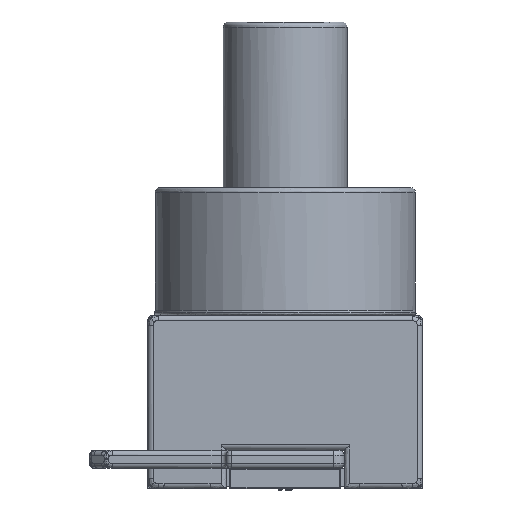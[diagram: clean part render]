
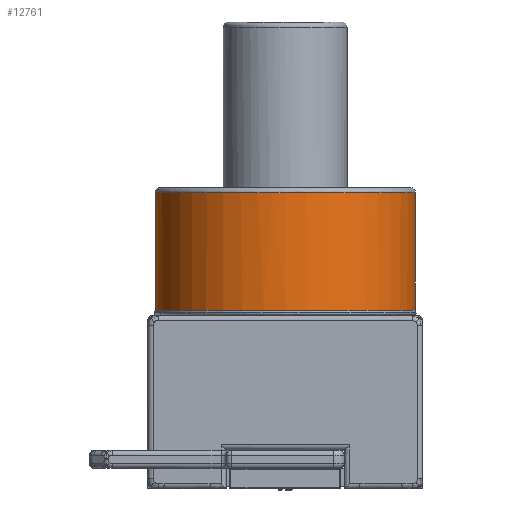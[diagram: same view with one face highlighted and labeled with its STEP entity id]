
A CAD part, left-side view. The second image highlights one B-rep face of the part: STEP entity #12761.
In plain terms, the highlighted free-form (B-spline) face has degree [2, 1] with [9, 2] control points.
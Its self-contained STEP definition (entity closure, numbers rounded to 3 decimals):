
#12708 = VERTEX_POINT('',#12709);
#12709 = CARTESIAN_POINT('',(5.248,6.615,
    14.277));
#12715 = EDGE_CURVE('',#12708,#12716,#12718,.T.);
#12716 = VERTEX_POINT('',#12717);
#12717 = CARTESIAN_POINT('',(17.807,6.615,
    14.277));
#12718 = ( BOUNDED_CURVE() B_SPLINE_CURVE(2,(#12719,#12720,#12721,#12722
,#12723),.UNSPECIFIED.,.F.,.F.) B_SPLINE_CURVE_WITH_KNOTS((3,2,3),(0.,
1.571,3.142),.PIECEWISE_BEZIER_KNOTS.) CURVE() 
GEOMETRIC_REPRESENTATION_ITEM() RATIONAL_B_SPLINE_CURVE((1.,
0.707,1.,0.707,1.)) REPRESENTATION_ITEM('') );
#12719 = CARTESIAN_POINT('',(5.248,6.615,
    14.277));
#12720 = CARTESIAN_POINT('',(5.248,0.336,
    14.277));
#12721 = CARTESIAN_POINT('',(11.527,0.336,
    14.277));
#12722 = CARTESIAN_POINT('',(17.807,0.336,
    14.277));
#12723 = CARTESIAN_POINT('',(17.807,6.615,
    14.277));
#12725 = EDGE_CURVE('',#12716,#12708,#12726,.T.);
#12726 = ( BOUNDED_CURVE() B_SPLINE_CURVE(2,(#12727,#12728,#12729,#12730
,#12731),.UNSPECIFIED.,.F.,.F.) B_SPLINE_CURVE_WITH_KNOTS((3,2,3),(
    3.142,4.712,6.283),
.PIECEWISE_BEZIER_KNOTS.) CURVE() GEOMETRIC_REPRESENTATION_ITEM() 
RATIONAL_B_SPLINE_CURVE((1.,0.707,1.,0.707,1.)) 
REPRESENTATION_ITEM('') );
#12727 = CARTESIAN_POINT('',(17.807,6.615,
    14.277));
#12728 = CARTESIAN_POINT('',(17.807,12.895,
    14.277));
#12729 = CARTESIAN_POINT('',(11.527,12.895,
    14.277));
#12730 = CARTESIAN_POINT('',(5.248,12.895,
    14.277));
#12731 = CARTESIAN_POINT('',(5.248,6.615,
    14.277));
#12761 = ADVANCED_FACE('',(#12762),#12784,.T.);
#12762 = FACE_BOUND('',#12763,.T.);
#12763 = EDGE_LOOP('',(#12764,#12765,#12772,#12782,#12783));
#12764 = ORIENTED_EDGE('',*,*,#12725,.F.);
#12765 = ORIENTED_EDGE('',*,*,#12766,.T.);
#12766 = EDGE_CURVE('',#12716,#12767,#12769,.T.);
#12767 = VERTEX_POINT('',#12768);
#12768 = CARTESIAN_POINT('',(17.807,6.615,
    8.619));
#12769 = B_SPLINE_CURVE_WITH_KNOTS('',1,(#12770,#12771),.UNSPECIFIED.,
  .F.,.F.,(2,2),(-5.98,-0.25),.PIECEWISE_BEZIER_KNOTS.);
#12770 = CARTESIAN_POINT('',(17.807,6.615,
    14.277));
#12771 = CARTESIAN_POINT('',(17.807,6.615,
    8.619));
#12772 = ORIENTED_EDGE('',*,*,#12773,.F.);
#12773 = EDGE_CURVE('',#12767,#12767,#12774,.T.);
#12774 = ( BOUNDED_CURVE() B_SPLINE_CURVE(2,(#12775,#12776,#12777,#12778
    ,#12779,#12780,#12781),.UNSPECIFIED.,.T.,.F.) 
B_SPLINE_CURVE_WITH_KNOTS((3,2,2,3),(3.142,5.236,
7.33,9.425),.PIECEWISE_BEZIER_KNOTS.) CURVE() 
GEOMETRIC_REPRESENTATION_ITEM() RATIONAL_B_SPLINE_CURVE((1.,0.5,1.,0.5,
1.,0.5,1.)) REPRESENTATION_ITEM('') );
#12775 = CARTESIAN_POINT('',(17.807,6.615,
    8.619));
#12776 = CARTESIAN_POINT('',(17.807,-4.261,
    8.619));
#12777 = CARTESIAN_POINT('',(8.387,1.177,
    8.619));
#12778 = CARTESIAN_POINT('',(-1.032,6.615,
    8.619));
#12779 = CARTESIAN_POINT('',(8.387,12.053,
    8.619));
#12780 = CARTESIAN_POINT('',(17.807,17.491,
    8.619));
#12781 = CARTESIAN_POINT('',(17.807,6.615,
    8.619));
#12782 = ORIENTED_EDGE('',*,*,#12766,.F.);
#12783 = ORIENTED_EDGE('',*,*,#12715,.F.);
#12784 = ( BOUNDED_SURFACE() B_SPLINE_SURFACE(2,1,(
    (#12785,#12786)
    ,(#12787,#12788)
    ,(#12789,#12790)
    ,(#12791,#12792)
    ,(#12793,#12794)
    ,(#12795,#12796)
    ,(#12797,#12798)
    ,(#12799,#12800)
    ,(#12801,#12802
)),.UNSPECIFIED.,.T.,.F.,.F.) B_SPLINE_SURFACE_WITH_KNOTS((3,2,2,2,3),(2
    ,2),(-3.142,-2.094,0.,2.094,3.142)
,(0.25,5.98),.UNSPECIFIED.) GEOMETRIC_REPRESENTATION_ITEM() 
RATIONAL_B_SPLINE_SURFACE((
    (0.75,0.75)
    ,(0.75,0.75)
    ,(1.,1.)
    ,(0.5,0.5)
    ,(1.,1.)
    ,(0.5,0.5)
    ,(1.,1.)
    ,(0.75,0.75)
,(0.75,0.75))) REPRESENTATION_ITEM('') SURFACE() );
#12785 = CARTESIAN_POINT('',(17.807,6.615,
    8.619));
#12786 = CARTESIAN_POINT('',(17.807,6.615,
    14.277));
#12787 = CARTESIAN_POINT('',(17.807,10.241,
    8.619));
#12788 = CARTESIAN_POINT('',(17.807,10.241,
    14.277));
#12789 = CARTESIAN_POINT('',(14.667,12.053,
    8.619));
#12790 = CARTESIAN_POINT('',(14.667,12.053,
    14.277));
#12791 = CARTESIAN_POINT('',(5.248,17.491,
    8.619));
#12792 = CARTESIAN_POINT('',(5.248,17.491,
    14.277));
#12793 = CARTESIAN_POINT('',(5.248,6.615,
    8.619));
#12794 = CARTESIAN_POINT('',(5.248,6.615,
    14.277));
#12795 = CARTESIAN_POINT('',(5.248,-4.261,
    8.619));
#12796 = CARTESIAN_POINT('',(5.248,-4.261,
    14.277));
#12797 = CARTESIAN_POINT('',(14.667,1.177,
    8.619));
#12798 = CARTESIAN_POINT('',(14.667,1.177,
    14.277));
#12799 = CARTESIAN_POINT('',(17.807,2.99,
    8.619));
#12800 = CARTESIAN_POINT('',(17.807,2.99,
    14.277));
#12801 = CARTESIAN_POINT('',(17.807,6.615,
    8.619));
#12802 = CARTESIAN_POINT('',(17.807,6.615,
    14.277));
